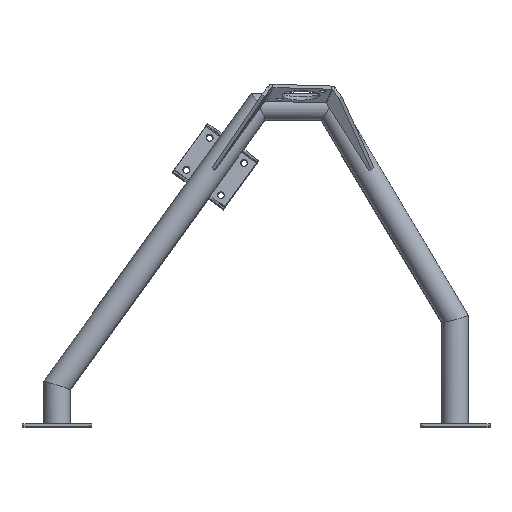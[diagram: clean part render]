
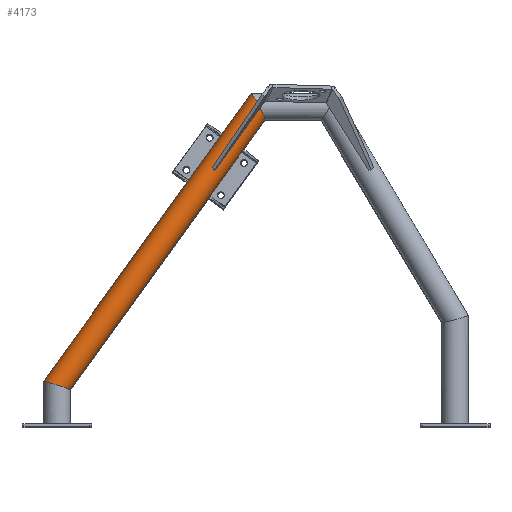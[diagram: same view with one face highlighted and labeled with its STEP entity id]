
A CAD part, top view. The second image highlights one B-rep face of the part: STEP entity #4173.
In plain terms, the highlighted cylindrical face has radius 20 mm (diameter 40 mm), a full revolution.
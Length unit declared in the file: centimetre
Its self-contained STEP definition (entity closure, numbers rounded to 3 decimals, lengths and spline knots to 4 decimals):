
#1173=FACE_BOUND('',#1569,.T.);
#1299=FACE_OUTER_BOUND('',#1568,.T.);
#1568=EDGE_LOOP('',(#2953,#2954));
#1569=EDGE_LOOP('',(#2955,#2956));
#1948=ELLIPSE('',#4461,2.2447,2.);
#1949=ELLIPSE('',#4462,2.2447,2.);
#1950=ELLIPSE('',#4464,2.1029,2.);
#1951=ELLIPSE('',#4465,2.1029,2.);
#1983=VERTEX_POINT('',#6325);
#1984=VERTEX_POINT('',#6326);
#1985=VERTEX_POINT('',#6330);
#1986=VERTEX_POINT('',#6331);
#2367=EDGE_CURVE('',#1983,#1984,#1948,.T.);
#2368=EDGE_CURVE('',#1984,#1983,#1949,.T.);
#2369=EDGE_CURVE('',#1985,#1986,#1950,.T.);
#2370=EDGE_CURVE('',#1986,#1985,#1951,.T.);
#2953=ORIENTED_EDGE('',*,*,#2369,.T.);
#2954=ORIENTED_EDGE('',*,*,#2370,.T.);
#2955=ORIENTED_EDGE('',*,*,#2367,.F.);
#2956=ORIENTED_EDGE('',*,*,#2368,.F.);
#4070=CYLINDRICAL_SURFACE('',#4463,2.);
#4173=ADVANCED_FACE('',(#1299,#1173),#4070,.T.);
#4461=AXIS2_PLACEMENT_3D('',#6327,#4983,#4984);
#4462=AXIS2_PLACEMENT_3D('',#6328,#4985,#4986);
#4463=AXIS2_PLACEMENT_3D('',#6329,#4987,#4988);
#4464=AXIS2_PLACEMENT_3D('',#6332,#4989,#4990);
#4465=AXIS2_PLACEMENT_3D('',#6333,#4991,#4992);
#4983=DIRECTION('center_axis',(0.885,0.454,-0.106));
#4984=DIRECTION('ref_axis',(-0.451,0.891,0.054));
#4985=DIRECTION('center_axis',(0.885,0.454,-0.106));
#4986=DIRECTION('ref_axis',(-0.451,0.891,0.054));
#4987=DIRECTION('center_axis',(0.584,0.809,-0.07));
#4988=DIRECTION('ref_axis',(-0.803,0.588,0.096));
#4989=DIRECTION('center_axis',(0.307,0.951,-0.037));
#4990=DIRECTION('ref_axis',(-0.944,0.309,0.113));
#4991=DIRECTION('center_axis',(0.307,0.951,-0.037));
#4992=DIRECTION('ref_axis',(-0.944,0.309,0.113));
#6325=CARTESIAN_POINT('',(178.2091,52.,38.5786));
#6326=CARTESIAN_POINT('',(178.6857,52.,42.5501));
#6327=CARTESIAN_POINT('Origin',(178.4474,52.,40.5643));
#6328=CARTESIAN_POINT('Origin',(178.4474,52.,40.5643));
#6329=CARTESIAN_POINT('Origin',(148.15,10.,44.2));
#6330=CARTESIAN_POINT('',(147.9117,10.,42.2142));
#6331=CARTESIAN_POINT('',(148.3883,10.,46.1858));
#6332=CARTESIAN_POINT('Origin',(148.15,10.,44.2));
#6333=CARTESIAN_POINT('Origin',(148.15,10.,44.2));
